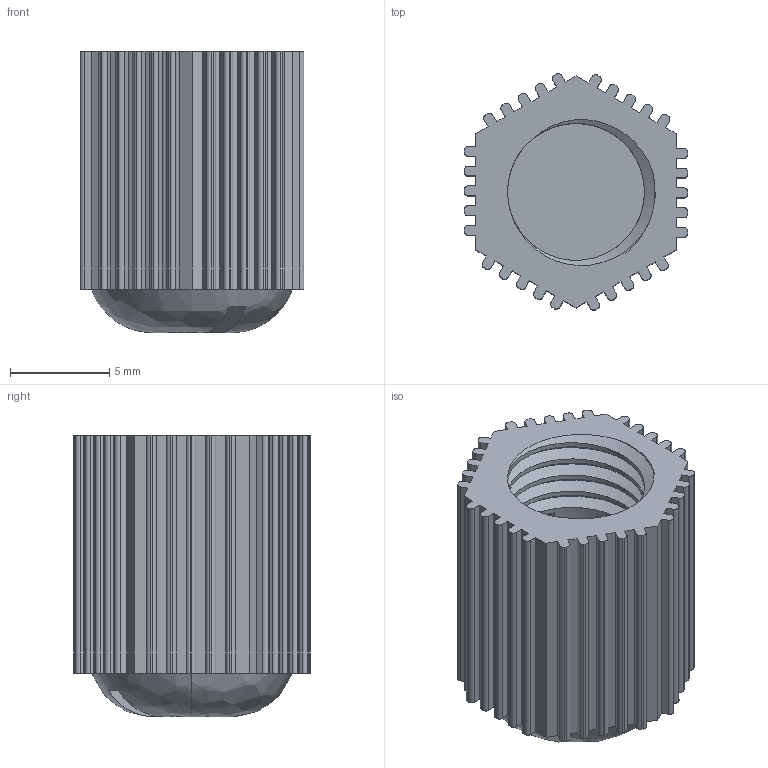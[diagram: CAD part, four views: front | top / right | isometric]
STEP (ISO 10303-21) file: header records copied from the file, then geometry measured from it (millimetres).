
FILE_DESCRIPTION (( 'STEP AP203' ), '1' );
FILE_NAME ('P58(公）.STEP', '2020-03-30T08:20:19', ( 'edpusr' ), ( 'Microsoft' ), 'SwSTEP 2.0', 'SolidWorks 2015', '' );
FILE_SCHEMA (( 'CONFIG_CONTROL_DESIGN' ));
Length unit declared in the file: millimetre
Products named in the file (1): P58(鼠ㄘ
Bounding box: 11.3 x 11.94 x 14.2 mm (x, y, z)
Volume: 1062.3 mm3; surface area: 1205.8 mm2
Topology: 1 solids, 1 shells, 221 faces, 651 edges, 434 vertices
Faces by surface type: plane 135, cylinder 81, bspline 5
Entity records: 8386 total; most frequent: CARTESIAN_POINT 2377, ORIENTED_EDGE 1302, DIRECTION 1200, EDGE_CURVE 651, VECTOR 466, LINE 466, VERTEX_POINT 434, AXIS2_PLACEMENT_3D 367
